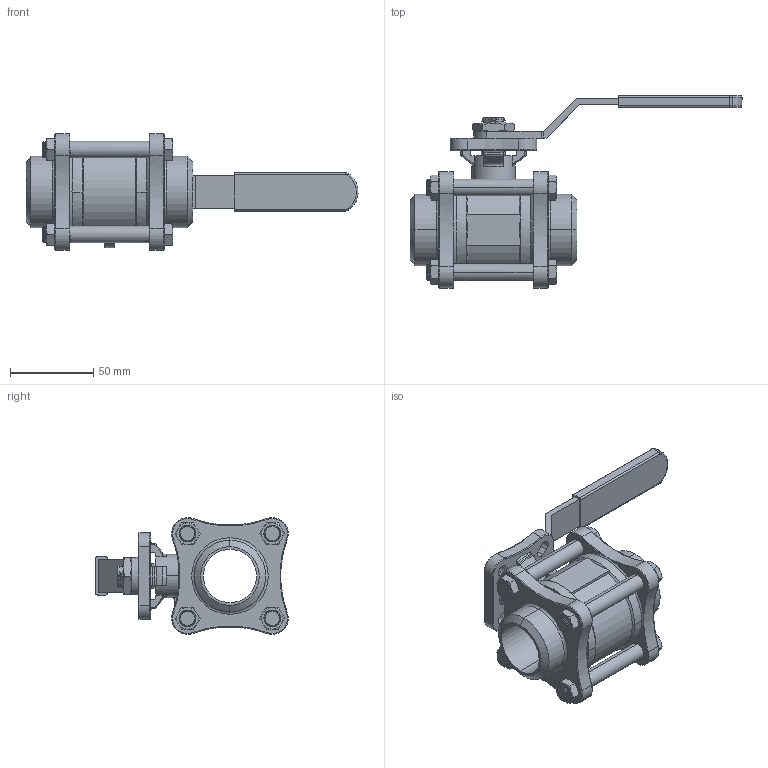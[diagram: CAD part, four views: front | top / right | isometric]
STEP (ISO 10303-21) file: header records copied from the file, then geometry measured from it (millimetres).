
FILE_DESCRIPTION((''),'2;1');
FILE_NAME('2012D-M3-032_ASM','2014-12-26T',('Administrator'),(''),'PRO/ENGINEER BY PARAMETRIC TECHNOLOGY CORPORATION, 2011080','PRO/ENGINEER BY PARAMETRIC TECHNOLOGY CORPORATION, 2011080','');
FILE_SCHEMA(('CONFIG_CONTROL_DESIGN'));
Products named in the file (11): 2013D-M3-032A-BODY_2; 2013D-M3-BALL-032_2; 2013D-M3-SETM-032_2; 2013D-M3-BASHOUPIAN-032_2; 2013D-M3-HANDLE-032_2; 2013D-M3-HANDLENUT-032_2; 025JIAOTAO_2; 2013D-M3-032B-CPA1_2; 032LUOGAN_2; 032LUOMU_2; 2012D-M3-032_ASM
Assembly tree (17 placements, depth 2):
  2012D-M3-032_ASM
    2013D-M3-032A-BODY_2
    2013D-M3-BALL-032_2
    2013D-M3-SETM-032_2
    2013D-M3-BASHOUPIAN-032_2
    2013D-M3-HANDLE-032_2
    2013D-M3-HANDLENUT-032_2
    025JIAOTAO_2
    2013D-M3-032B-CPA1_2  x2
    032LUOGAN_2  x4
    032LUOMU_2  x4
Bounding box: 199.65 x 115.75 x 70.1 mm (x, y, z)
Volume: 218076.2 mm3; surface area: 99035 mm2
Topology: 16 solids, 17 shells, 966 faces, 2511 edges, 1583 vertices
Faces by surface type: cylinder 338, plane 196, bspline 190, cone 138, torus 100, sphere 4
Entity records: 52258 total; most frequent: CARTESIAN_POINT 37293, ORIENTED_EDGE 3392, DIRECTION 2647, EDGE_CURVE 1696, VERTEX_POINT 1080, AXIS2_PLACEMENT_3D 1058, EDGE_LOOP 682, FACE_OUTER_BOUND 639
